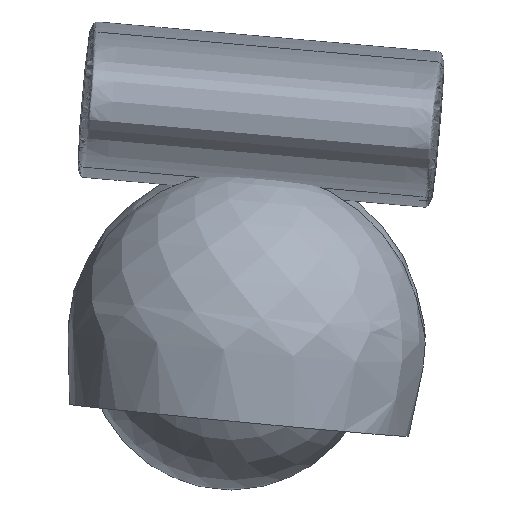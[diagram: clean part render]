
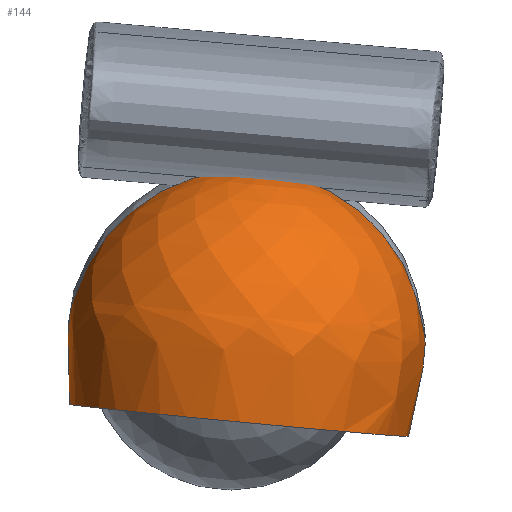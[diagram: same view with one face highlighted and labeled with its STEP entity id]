
A CAD part, left-side view. The second image highlights one B-rep face of the part: STEP entity #144.
In plain terms, the highlighted free-form (B-spline) face has degree [3, 3] with [8, 11] control points.
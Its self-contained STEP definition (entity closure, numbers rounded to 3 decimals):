
#15=B_SPLINE_CURVE_WITH_KNOTS('',3,(#389,#390,#391,#392,#393,#394,#395,
#396),.UNSPECIFIED.,.F.,.F.,(4,1,1,1,1,4),(0.,1.,2.,3.,4.,5.),
 .UNSPECIFIED.);
#16=B_SPLINE_CURVE_WITH_KNOTS('',3,(#397,#398,#399,#400,#401,#402,#403,
#404,#405,#406,#407),.UNSPECIFIED.,.T.,.F.,(4,1,1,1,1,1,1,1,4),(0.,1.,2.,
3.,4.,5.,6.,7.,8.),.UNSPECIFIED.);
#30=B_SPLINE_SURFACE_WITH_KNOTS('',3,3,((#299,#300,#301,#302,#303,#304,
#305,#306,#307,#308,#309),(#310,#311,#312,#313,#314,#315,#316,#317,#318,
#319,#320),(#321,#322,#323,#324,#325,#326,#327,#328,#329,#330,#331),(#332,
#333,#334,#335,#336,#337,#338,#339,#340,#341,#342),(#343,#344,#345,#346,
#347,#348,#349,#350,#351,#352,#353),(#354,#355,#356,#357,#358,#359,#360,
#361,#362,#363,#364),(#365,#366,#367,#368,#369,#370,#371,#372,#373,#374,
#375),(#376,#377,#378,#379,#380,#381,#382,#383,#384,#385,#386)),
 .UNSPECIFIED.,.F.,.T.,.F.,(4,1,1,1,1,4),(4,1,1,1,1,1,1,1,4),(0.,1.,2.,
3.,4.,5.),(0.,1.,2.,3.,4.,5.,6.,7.,8.),.UNSPECIFIED.);
#52=FACE_OUTER_BOUND('',#62,.T.);
#62=EDGE_LOOP('',(#112,#113,#114));
#77=VERTEX_POINT('',#387);
#78=VERTEX_POINT('',#388);
#91=EDGE_CURVE('',#77,#78,#15,.T.);
#92=EDGE_CURVE('',#78,#78,#16,.T.);
#112=ORIENTED_EDGE('',*,*,#91,.T.);
#113=ORIENTED_EDGE('',*,*,#92,.T.);
#114=ORIENTED_EDGE('',*,*,#91,.F.);
#144=ADVANCED_FACE('',(#52),#30,.T.);
#299=CARTESIAN_POINT('Ctrl Pts',(-121.92,-39.478,-9.618));
#300=CARTESIAN_POINT('Ctrl Pts',(-121.92,-39.478,-9.618));
#301=CARTESIAN_POINT('Ctrl Pts',(-121.92,-39.478,-9.618));
#302=CARTESIAN_POINT('Ctrl Pts',(-121.92,-39.478,-9.618));
#303=CARTESIAN_POINT('Ctrl Pts',(-121.92,-39.478,-9.618));
#304=CARTESIAN_POINT('Ctrl Pts',(-121.92,-39.478,-9.618));
#305=CARTESIAN_POINT('Ctrl Pts',(-121.92,-39.478,-9.618));
#306=CARTESIAN_POINT('Ctrl Pts',(-121.92,-39.478,-9.618));
#307=CARTESIAN_POINT('Ctrl Pts',(-121.92,-39.478,-9.618));
#308=CARTESIAN_POINT('Ctrl Pts',(-121.92,-39.478,-9.618));
#309=CARTESIAN_POINT('Ctrl Pts',(-121.92,-39.478,-9.618));
#310=CARTESIAN_POINT('Ctrl Pts',(-123.209,-41.746,-9.844));
#311=CARTESIAN_POINT('Ctrl Pts',(-122.614,-42.081,-9.87));
#312=CARTESIAN_POINT('Ctrl Pts',(-121.145,-42.262,-9.874));
#313=CARTESIAN_POINT('Ctrl Pts',(-119.395,-40.902,-9.729));
#314=CARTESIAN_POINT('Ctrl Pts',(-119.125,-38.708,-9.519));
#315=CARTESIAN_POINT('Ctrl Pts',(-120.492,-36.966,-9.367));
#316=CARTESIAN_POINT('Ctrl Pts',(-122.696,-36.695,-9.361));
#317=CARTESIAN_POINT('Ctrl Pts',(-124.445,-38.055,-9.506));
#318=CARTESIAN_POINT('Ctrl Pts',(-124.715,-40.248,-9.716));
#319=CARTESIAN_POINT('Ctrl Pts',(-123.804,-41.41,-9.818));
#320=CARTESIAN_POINT('Ctrl Pts',(-123.209,-41.746,-9.844));
#321=CARTESIAN_POINT('Ctrl Pts',(-125.776,-46.182,-11.333));
#322=CARTESIAN_POINT('Ctrl Pts',(-123.991,-47.189,-11.412));
#323=CARTESIAN_POINT('Ctrl Pts',(-119.584,-47.731,-11.423));
#324=CARTESIAN_POINT('Ctrl Pts',(-114.336,-43.652,-10.989));
#325=CARTESIAN_POINT('Ctrl Pts',(-113.526,-37.07,-10.359));
#326=CARTESIAN_POINT('Ctrl Pts',(-117.627,-31.842,-9.902));
#327=CARTESIAN_POINT('Ctrl Pts',(-124.238,-31.03,-9.886));
#328=CARTESIAN_POINT('Ctrl Pts',(-129.486,-35.109,-10.32));
#329=CARTESIAN_POINT('Ctrl Pts',(-130.296,-41.69,-10.95));
#330=CARTESIAN_POINT('Ctrl Pts',(-127.562,-45.175,-11.255));
#331=CARTESIAN_POINT('Ctrl Pts',(-125.776,-46.182,-11.333));
#332=CARTESIAN_POINT('Ctrl Pts',(-129.012,-51.53,-16.337));
#333=CARTESIAN_POINT('Ctrl Pts',(-125.713,-53.39,-16.483));
#334=CARTESIAN_POINT('Ctrl Pts',(-117.57,-54.391,-16.503));
#335=CARTESIAN_POINT('Ctrl Pts',(-107.873,-46.854,-15.701));
#336=CARTESIAN_POINT('Ctrl Pts',(-106.376,-34.693,-14.536));
#337=CARTESIAN_POINT('Ctrl Pts',(-113.955,-25.033,-13.692));
#338=CARTESIAN_POINT('Ctrl Pts',(-126.17,-23.532,-13.663));
#339=CARTESIAN_POINT('Ctrl Pts',(-135.867,-31.069,-14.465));
#340=CARTESIAN_POINT('Ctrl Pts',(-137.364,-43.229,-15.629));
#341=CARTESIAN_POINT('Ctrl Pts',(-132.311,-49.669,-16.192));
#342=CARTESIAN_POINT('Ctrl Pts',(-129.012,-51.53,-16.337));
#343=CARTESIAN_POINT('Ctrl Pts',(-131.141,-54.756,-23.349));
#344=CARTESIAN_POINT('Ctrl Pts',(-126.831,-57.186,-23.54));
#345=CARTESIAN_POINT('Ctrl Pts',(-116.191,-58.494,-23.566));
#346=CARTESIAN_POINT('Ctrl Pts',(-103.522,-48.646,-22.518));
#347=CARTESIAN_POINT('Ctrl Pts',(-101.565,-32.758,-20.997));
#348=CARTESIAN_POINT('Ctrl Pts',(-111.467,-20.136,-19.894));
#349=CARTESIAN_POINT('Ctrl Pts',(-127.428,-18.175,-19.855));
#350=CARTESIAN_POINT('Ctrl Pts',(-140.096,-28.023,-20.903));
#351=CARTESIAN_POINT('Ctrl Pts',(-142.053,-43.911,-22.424));
#352=CARTESIAN_POINT('Ctrl Pts',(-135.451,-52.325,-23.159));
#353=CARTESIAN_POINT('Ctrl Pts',(-131.141,-54.756,-23.349));
#354=CARTESIAN_POINT('Ctrl Pts',(-131.838,-55.369,-31.302));
#355=CARTESIAN_POINT('Ctrl Pts',(-127.172,-58.,-31.508));
#356=CARTESIAN_POINT('Ctrl Pts',(-115.656,-59.415,-31.536));
#357=CARTESIAN_POINT('Ctrl Pts',(-101.943,-48.756,-30.402));
#358=CARTESIAN_POINT('Ctrl Pts',(-99.826,-31.559,-28.755));
#359=CARTESIAN_POINT('Ctrl Pts',(-110.544,-17.898,-27.562));
#360=CARTESIAN_POINT('Ctrl Pts',(-127.819,-15.774,-27.52));
#361=CARTESIAN_POINT('Ctrl Pts',(-141.531,-26.433,-28.654));
#362=CARTESIAN_POINT('Ctrl Pts',(-143.649,-43.631,-30.3));
#363=CARTESIAN_POINT('Ctrl Pts',(-136.504,-52.738,-31.096));
#364=CARTESIAN_POINT('Ctrl Pts',(-131.838,-55.369,-31.302));
#365=CARTESIAN_POINT('Ctrl Pts',(-131.277,-53.974,-36.424));
#366=CARTESIAN_POINT('Ctrl Pts',(-126.849,-56.471,-36.619));
#367=CARTESIAN_POINT('Ctrl Pts',(-115.916,-57.815,-36.646));
#368=CARTESIAN_POINT('Ctrl Pts',(-102.9,-47.697,-35.569));
#369=CARTESIAN_POINT('Ctrl Pts',(-100.89,-31.372,-34.006));
#370=CARTESIAN_POINT('Ctrl Pts',(-111.064,-18.404,-32.873));
#371=CARTESIAN_POINT('Ctrl Pts',(-127.462,-16.389,-32.833));
#372=CARTESIAN_POINT('Ctrl Pts',(-140.479,-26.507,-33.91));
#373=CARTESIAN_POINT('Ctrl Pts',(-142.489,-42.831,-35.473));
#374=CARTESIAN_POINT('Ctrl Pts',(-135.706,-51.477,-36.228));
#375=CARTESIAN_POINT('Ctrl Pts',(-131.277,-53.974,-36.424));
#376=CARTESIAN_POINT('Ctrl Pts',(-130.997,-53.277,-38.985));
#377=CARTESIAN_POINT('Ctrl Pts',(-126.687,-55.707,-39.175));
#378=CARTESIAN_POINT('Ctrl Pts',(-116.047,-57.015,-39.201));
#379=CARTESIAN_POINT('Ctrl Pts',(-103.378,-47.167,-38.153));
#380=CARTESIAN_POINT('Ctrl Pts',(-101.422,-31.279,-36.632));
#381=CARTESIAN_POINT('Ctrl Pts',(-111.324,-18.657,-35.529));
#382=CARTESIAN_POINT('Ctrl Pts',(-127.284,-16.696,-35.49));
#383=CARTESIAN_POINT('Ctrl Pts',(-139.953,-26.543,-36.538));
#384=CARTESIAN_POINT('Ctrl Pts',(-141.909,-42.432,-38.059));
#385=CARTESIAN_POINT('Ctrl Pts',(-135.308,-50.846,-38.795));
#386=CARTESIAN_POINT('Ctrl Pts',(-130.997,-53.277,-38.985));
#387=CARTESIAN_POINT('',(-121.92,-39.478,-9.618));
#388=CARTESIAN_POINT('',(-130.997,-53.277,-38.985));
#389=CARTESIAN_POINT('Ctrl Pts',(-121.92,-39.478,-9.618));
#390=CARTESIAN_POINT('Ctrl Pts',(-123.209,-41.746,-9.844));
#391=CARTESIAN_POINT('Ctrl Pts',(-125.776,-46.182,-11.333));
#392=CARTESIAN_POINT('Ctrl Pts',(-129.012,-51.53,-16.337));
#393=CARTESIAN_POINT('Ctrl Pts',(-131.141,-54.756,-23.349));
#394=CARTESIAN_POINT('Ctrl Pts',(-131.838,-55.369,-31.302));
#395=CARTESIAN_POINT('Ctrl Pts',(-131.277,-53.974,-36.424));
#396=CARTESIAN_POINT('Ctrl Pts',(-130.997,-53.277,-38.985));
#397=CARTESIAN_POINT('Ctrl Pts',(-130.997,-53.277,-38.985));
#398=CARTESIAN_POINT('Ctrl Pts',(-126.687,-55.707,-39.175));
#399=CARTESIAN_POINT('Ctrl Pts',(-116.047,-57.015,-39.201));
#400=CARTESIAN_POINT('Ctrl Pts',(-103.378,-47.167,-38.153));
#401=CARTESIAN_POINT('Ctrl Pts',(-101.422,-31.279,-36.632));
#402=CARTESIAN_POINT('Ctrl Pts',(-111.324,-18.657,-35.529));
#403=CARTESIAN_POINT('Ctrl Pts',(-127.284,-16.696,-35.49));
#404=CARTESIAN_POINT('Ctrl Pts',(-139.953,-26.543,-36.538));
#405=CARTESIAN_POINT('Ctrl Pts',(-141.909,-42.432,-38.059));
#406=CARTESIAN_POINT('Ctrl Pts',(-135.308,-50.846,-38.795));
#407=CARTESIAN_POINT('Ctrl Pts',(-130.997,-53.277,-38.985));
